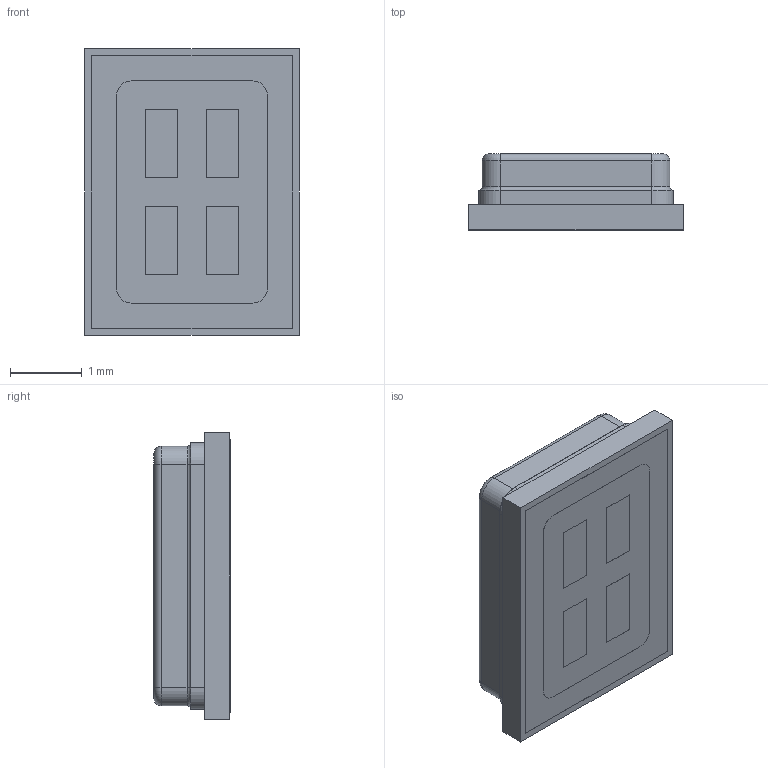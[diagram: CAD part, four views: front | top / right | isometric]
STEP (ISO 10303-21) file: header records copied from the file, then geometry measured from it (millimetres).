
FILE_DESCRIPTION (( 'STEP AP214' ), '1' );
FILE_NAME ('User Library-MP34DT01.STEP', '2021-05-07T18:29:33', ( '' ), ( '' ), 'SwSTEP 2.0', 'SolidWorks 2020', '' );
FILE_SCHEMA (( 'AUTOMOTIVE_DESIGN' ));
Length unit declared in the file: millimetre
Products named in the file (1): User Library-MP34DT01
Bounding box: 3 x 1.06 x 4 mm (x, y, z)
Volume: 5.9 mm3; surface area: 63.4 mm2
Topology: 2 solids, 2 shells, 191 faces, 485 edges, 318 vertices
Faces by surface type: plane 121, bspline 36, cylinder 26, torus 8
Entity records: 9856 total; most frequent: CARTESIAN_POINT 3383, ORIENTED_EDGE 970, DIRECTION 785, EDGE_CURVE 485, VECTOR 353, LINE 353, VERTEX_POINT 318, AXIS2_PLACEMENT_3D 216
